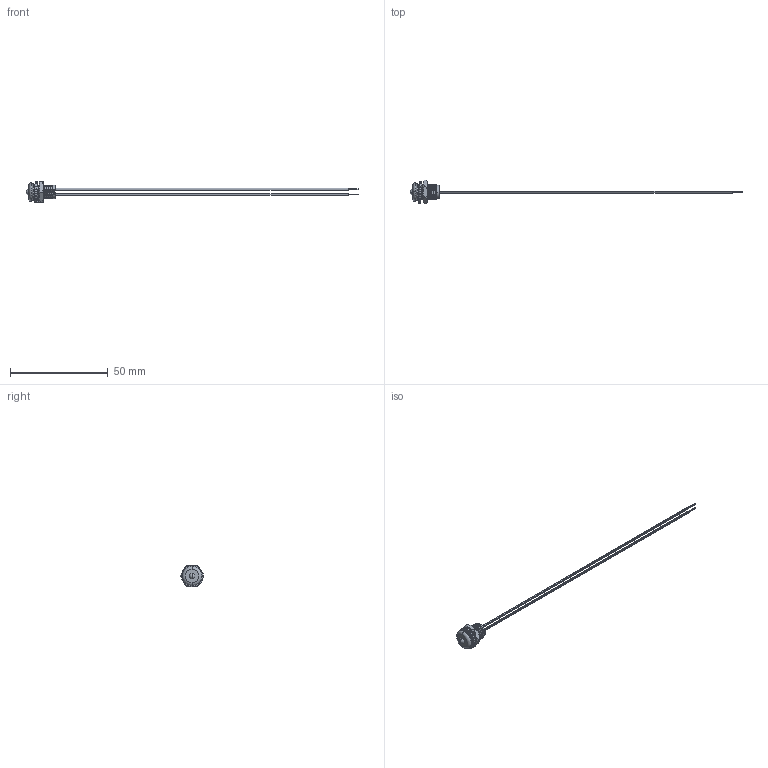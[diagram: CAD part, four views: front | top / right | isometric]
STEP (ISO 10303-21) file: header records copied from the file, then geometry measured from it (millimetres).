
FILE_DESCRIPTION (( 'STEP AP203' ), '1' );
FILE_NAME ('12-00020.STEP', '2025-05-07T21:31:24', ( '' ), ( '' ), 'SwSTEP 2.0', 'SolidWorks 2021', '' );
FILE_SCHEMA (( 'CONFIG_CONTROL_DESIGN' ));
Length unit declared in the file: millimetre
Products named in the file (9): 57-00003_trimmed leads; 30-01773_stripped and tinned; 56-00044; 56-00045_Split washer; 55-00428; 30-01772_stripped and tinned; 24-00447; 12-00020; Part1^12-00020
Assembly tree (7 placements, depth 2):
  12-00020
    24-00447
    57-00003_trimmed leads
    30-01772_stripped and tinned
    30-01773_stripped and tinned
    55-00428
    56-00044
    56-00045_Split washer
  Part1^12-00020
Bounding box: 169.99 x 12.12 x 11.2 mm (x, y, z)
Volume: 1004.8 mm3; surface area: 5907.8 mm2
Topology: 57 solids, 57 shells, 555 faces, 1219 edges, 786 vertices
Faces by surface type: cylinder 246, plane 186, bspline 87, cone 24, torus 10, sphere 2
Entity records: 34907 total; most frequent: CARTESIAN_POINT 22221, ORIENTED_EDGE 2430, DIRECTION 2364, EDGE_CURVE 1215, AXIS2_PLACEMENT_3D 1001, VERTEX_POINT 784, EDGE_LOOP 669, FACE_OUTER_BOUND 555
